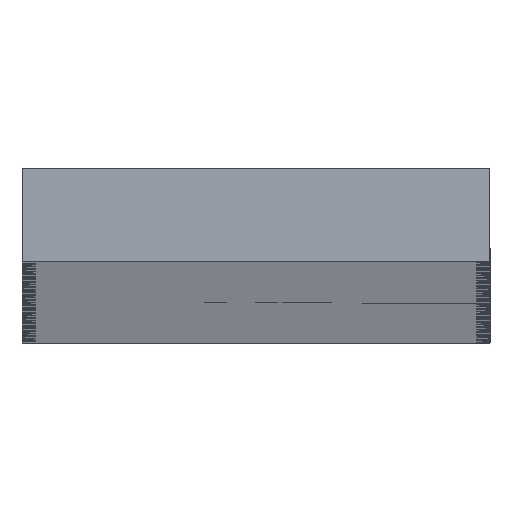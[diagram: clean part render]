
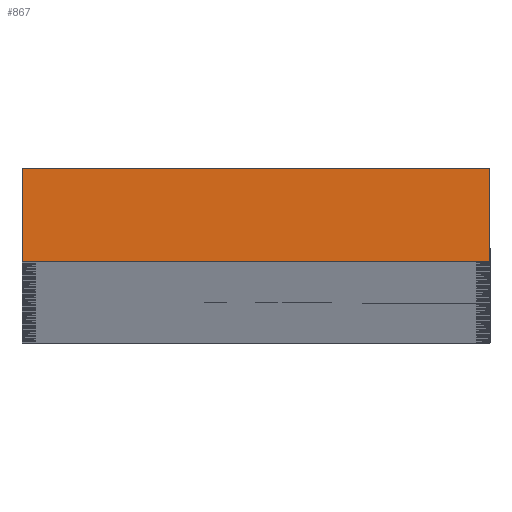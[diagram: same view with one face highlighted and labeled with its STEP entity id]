
A CAD part, top view. The second image highlights one B-rep face of the part: STEP entity #867.
In plain terms, the highlighted planar face has unit normal (0, 0, 1).
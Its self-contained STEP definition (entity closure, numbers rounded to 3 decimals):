
#209 = VECTOR ( 'NONE', #18091, 1000. ) ;
#867 = ADVANCED_FACE ( 'NONE', ( #7522 ), #10151, .T. ) ;
#1845 = CARTESIAN_POINT ( 'NONE',  ( -15., 3., 1500. ) ) ;
#1876 = EDGE_CURVE ( 'NONE', #23495, #19476, #2049, .T. ) ;
#2049 = LINE ( 'NONE', #11394, #5371 ) ;
#2412 = CARTESIAN_POINT ( 'NONE',  ( -15., 3., 1500. ) ) ;
#2435 = ORIENTED_EDGE ( 'NONE', *, *, #12311, .T. ) ;
#2524 = LINE ( 'NONE', #2412, #15941 ) ;
#4466 = CARTESIAN_POINT ( 'NONE',  ( -15., -3., 1500. ) ) ;
#4469 = EDGE_CURVE ( 'NONE', #10838, #23495, #8684, .T. ) ;
#5371 = VECTOR ( 'NONE', #12950, 1000. ) ;
#7522 = FACE_OUTER_BOUND ( 'NONE', #16574, .T. ) ;
#8499 = VERTEX_POINT ( 'NONE', #1845 ) ;
#8684 = LINE ( 'NONE', #4466, #209 ) ;
#8739 = CARTESIAN_POINT ( 'NONE',  ( 15., -3., 1500. ) ) ;
#9894 = CARTESIAN_POINT ( 'NONE',  ( -15., 3., 1500. ) ) ;
#10037 = ORIENTED_EDGE ( 'NONE', *, *, #14501, .T. ) ;
#10144 = DIRECTION ( 'NONE',  ( -1., 0., 0. ) ) ;
#10151 = PLANE ( 'NONE',  #22817 ) ;
#10838 = VERTEX_POINT ( 'NONE', #18302 ) ;
#11082 = VECTOR ( 'NONE', #10144, 1000. ) ;
#11394 = CARTESIAN_POINT ( 'NONE',  ( 15., 3., 1500. ) ) ;
#12110 = DIRECTION ( 'NONE',  ( 0., 0., 1. ) ) ;
#12196 = DIRECTION ( 'NONE',  ( 1., 0., 0. ) ) ;
#12311 = EDGE_CURVE ( 'NONE', #19476, #8499, #15386, .T. ) ;
#12950 = DIRECTION ( 'NONE',  ( 0., 1., 0. ) ) ;
#13975 = DIRECTION ( 'NONE',  ( 0., -1., 0. ) ) ;
#14022 = CARTESIAN_POINT ( 'NONE',  ( 15., 3., 1500. ) ) ;
#14501 = EDGE_CURVE ( 'NONE', #8499, #10838, #2524, .T. ) ;
#15386 = LINE ( 'NONE', #9894, #11082 ) ;
#15941 = VECTOR ( 'NONE', #13975, 1000. ) ;
#16574 = EDGE_LOOP ( 'NONE', ( #19958, #2435, #10037, #20003 ) ) ;
#18091 = DIRECTION ( 'NONE',  ( 1., 0., 0. ) ) ;
#18302 = CARTESIAN_POINT ( 'NONE',  ( -15., -3., 1500. ) ) ;
#19476 = VERTEX_POINT ( 'NONE', #14022 ) ;
#19958 = ORIENTED_EDGE ( 'NONE', *, *, #1876, .T. ) ;
#20003 = ORIENTED_EDGE ( 'NONE', *, *, #4469, .T. ) ;
#22817 = AXIS2_PLACEMENT_3D ( 'NONE', #23736, #12110, #12196 ) ;
#23495 = VERTEX_POINT ( 'NONE', #8739 ) ;
#23736 = CARTESIAN_POINT ( 'NONE',  ( 0., 0., 1500. ) ) ;
